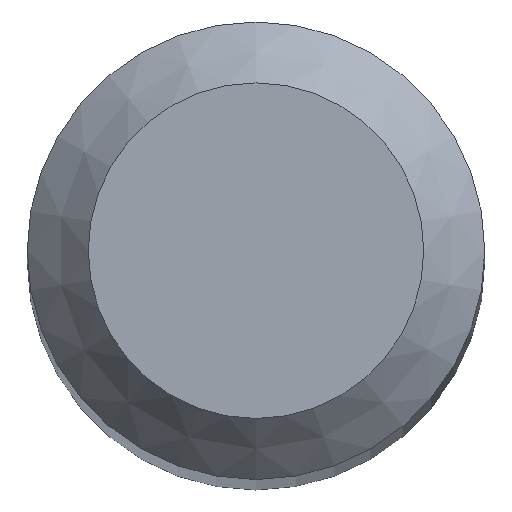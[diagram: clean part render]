
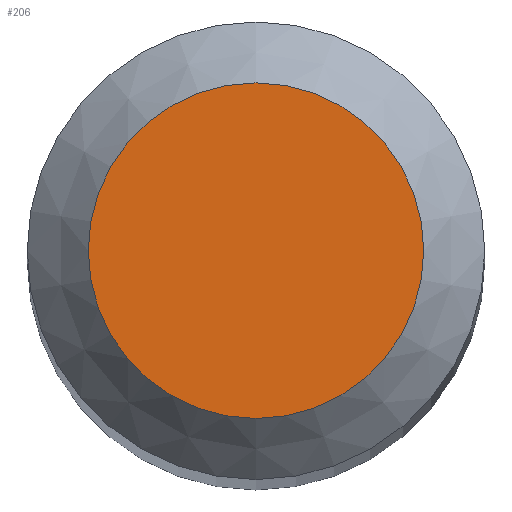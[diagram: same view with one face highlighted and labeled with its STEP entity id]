
A CAD part, top view. The second image highlights one B-rep face of the part: STEP entity #206.
In plain terms, the highlighted planar face has unit normal (0, 0, 1).
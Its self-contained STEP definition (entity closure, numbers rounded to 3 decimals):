
#13 = VERTEX_POINT ( 'NONE', #63 ) ;
#19 = DIRECTION ( 'NONE',  ( 0., 0., -1. ) ) ;
#21 = DIRECTION ( 'NONE',  ( 0., 0., -1. ) ) ;
#57 = FACE_OUTER_BOUND ( 'NONE', #205, .T. ) ;
#63 = CARTESIAN_POINT ( 'NONE',  ( 0., 0.55, 30. ) ) ;
#71 = AXIS2_PLACEMENT_3D ( 'NONE', #127, #21, #142 ) ;
#88 = DIRECTION ( 'NONE',  ( 0., 1., 0. ) ) ;
#94 = CARTESIAN_POINT ( 'NONE',  ( 0., 0., 30. ) ) ;
#127 = CARTESIAN_POINT ( 'NONE',  ( 0., 0., 30. ) ) ;
#142 = DIRECTION ( 'NONE',  ( 0., 1., 0. ) ) ;
#152 = CIRCLE ( 'NONE', #202, 0.55 ) ;
#156 = ORIENTED_EDGE ( 'NONE', *, *, #213, .F. ) ;
#175 = PLANE ( 'NONE',  #71 ) ;
#202 = AXIS2_PLACEMENT_3D ( 'NONE', #94, #19, #88 ) ;
#205 = EDGE_LOOP ( 'NONE', ( #156 ) ) ;
#206 = ADVANCED_FACE ( 'NONE', ( #57 ), #175, .F. ) ;
#213 = EDGE_CURVE ( 'NONE', #13, #13, #152, .T. ) ;
